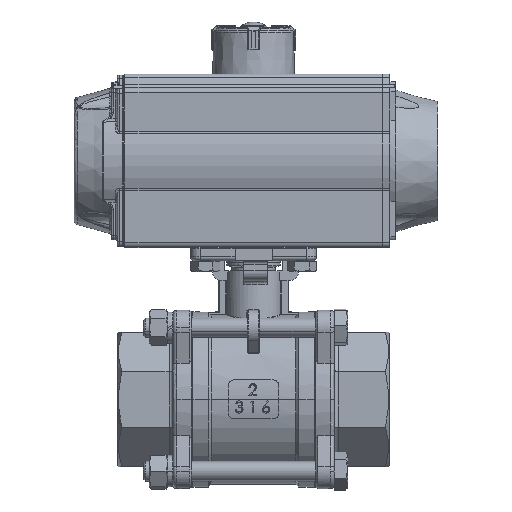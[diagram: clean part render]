
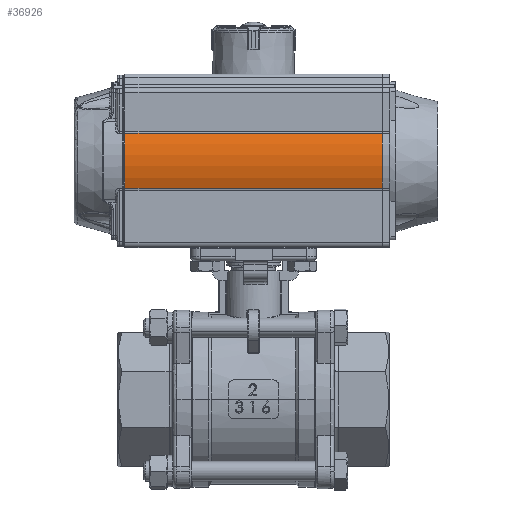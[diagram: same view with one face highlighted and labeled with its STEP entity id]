
A CAD part, top view. The second image highlights one B-rep face of the part: STEP entity #36926.
In plain terms, the highlighted cylindrical face has radius 37 mm (diameter 74 mm), a partial arc.
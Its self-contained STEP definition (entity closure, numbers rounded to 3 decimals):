
#1703=CYLINDRICAL_SURFACE('',#40852,37.);
#5181=LINE('',#100668,#7252);
#5182=LINE('',#100669,#7253);
#7252=VECTOR('',#49998,1000.);
#7253=VECTOR('',#49999,1000.);
#18059=ORIENTED_EDGE('',*,*,#23459,.F.);
#18060=ORIENTED_EDGE('',*,*,#23496,.T.);
#18061=ORIENTED_EDGE('',*,*,#23470,.T.);
#18062=ORIENTED_EDGE('',*,*,#23497,.T.);
#23459=EDGE_CURVE('',#26980,#26981,#28629,.T.);
#23470=EDGE_CURVE('',#26992,#26991,#28635,.T.);
#23496=EDGE_CURVE('',#26980,#26992,#5181,.F.);
#23497=EDGE_CURVE('',#26991,#26981,#5182,.T.);
#26980=VERTEX_POINT('',#100585);
#26981=VERTEX_POINT('',#100587);
#26991=VERTEX_POINT('',#100608);
#26992=VERTEX_POINT('',#100610);
#28629=CIRCLE('',#40827,37.);
#28635=CIRCLE('',#40834,37.);
#31249=EDGE_LOOP('',(#18059,#18060,#18061,#18062));
#33920=FACE_BOUND('',#31249,.T.);
#36926=ADVANCED_FACE('',(#33920),#1703,.T.);
#40827=AXIS2_PLACEMENT_3D('',#100586,#49928,#49929);
#40834=AXIS2_PLACEMENT_3D('',#100609,#49947,#49948);
#40852=AXIS2_PLACEMENT_3D('',#100667,#49996,#49997);
#49928=DIRECTION('',(0.,0.,1.));
#49929=DIRECTION('',(1.,0.,0.));
#49947=DIRECTION('',(0.,0.,1.));
#49948=DIRECTION('',(1.,0.,0.));
#49996=DIRECTION('',(0.,0.,1.));
#49997=DIRECTION('',(1.,0.,0.));
#49998=DIRECTION('',(0.,0.,1.));
#49999=DIRECTION('',(0.,0.,1.));
#100585=CARTESIAN_POINT('',(-34.19,14.151,132.));
#100586=CARTESIAN_POINT('',(0.,0.007,132.));
#100587=CARTESIAN_POINT('',(-34.19,-14.137,132.));
#100608=CARTESIAN_POINT('',(-34.19,-14.137,0.));
#100609=CARTESIAN_POINT('',(0.,0.007,0.));
#100610=CARTESIAN_POINT('',(-34.19,14.151,0.));
#100667=CARTESIAN_POINT('',(0.,0.007,0.));
#100668=CARTESIAN_POINT('',(-34.19,14.151,0.));
#100669=CARTESIAN_POINT('',(-34.19,-14.137,0.));
